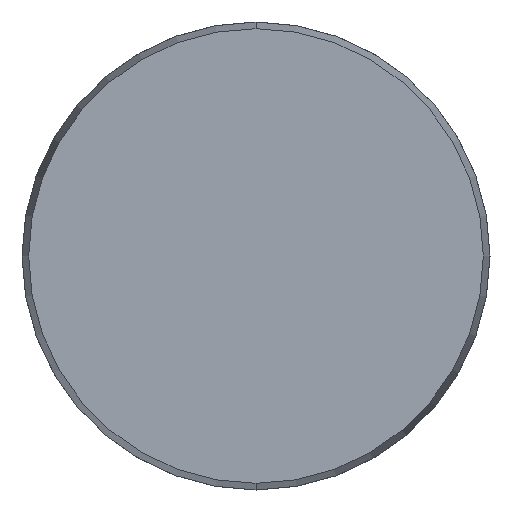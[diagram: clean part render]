
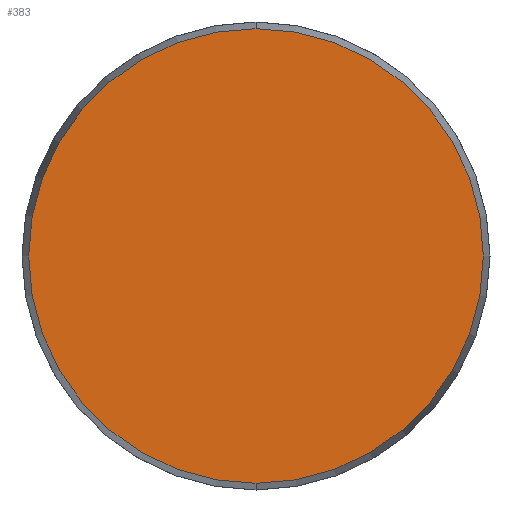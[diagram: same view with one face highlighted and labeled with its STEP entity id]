
A CAD part, front view. The second image highlights one B-rep face of the part: STEP entity #383.
In plain terms, the highlighted planar face has unit normal (0, -1, 0).
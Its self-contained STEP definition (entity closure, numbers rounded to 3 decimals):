
#9 = AXIS2_PLACEMENT_3D ( 'NONE', #843, #167, #941 ) ;
#40 = FACE_OUTER_BOUND ( 'NONE', #78, .T. ) ;
#78 = EDGE_LOOP ( 'NONE', ( #1130, #908 ) ) ;
#111 = DIRECTION ( 'NONE',  ( 0., -1., 0. ) ) ;
#167 = DIRECTION ( 'NONE',  ( 0., 1., 0. ) ) ;
#199 = DIRECTION ( 'NONE',  ( 0., 0., -1. ) ) ;
#254 = EDGE_CURVE ( 'NONE', #1002, #995, #351, .T. ) ;
#309 = CARTESIAN_POINT ( 'NONE',  ( 0., 0., 29.143 ) ) ;
#331 = DIRECTION ( 'NONE',  ( 0., 0., -1. ) ) ;
#338 = DIRECTION ( 'NONE',  ( 0., -1., 0. ) ) ;
#351 = CIRCLE ( 'NONE', #650, 29.143 ) ;
#383 = ADVANCED_FACE ( 'NONE', ( #40 ), #705, .F. ) ;
#384 = CARTESIAN_POINT ( 'NONE',  ( 0., 0., 0. ) ) ;
#455 = CIRCLE ( 'NONE', #873, 29.143 ) ;
#650 = AXIS2_PLACEMENT_3D ( 'NONE', #384, #111, #199 ) ;
#705 = PLANE ( 'NONE',  #9 ) ;
#843 = CARTESIAN_POINT ( 'NONE',  ( -29.143, 0., 0. ) ) ;
#857 = CARTESIAN_POINT ( 'NONE',  ( 0., 0., -29.143 ) ) ;
#859 = EDGE_CURVE ( 'NONE', #995, #1002, #455, .T. ) ;
#873 = AXIS2_PLACEMENT_3D ( 'NONE', #1134, #338, #331 ) ;
#908 = ORIENTED_EDGE ( 'NONE', *, *, #254, .T. ) ;
#941 = DIRECTION ( 'NONE',  ( 0., 0., 1. ) ) ;
#995 = VERTEX_POINT ( 'NONE', #309 ) ;
#1002 = VERTEX_POINT ( 'NONE', #857 ) ;
#1130 = ORIENTED_EDGE ( 'NONE', *, *, #859, .T. ) ;
#1134 = CARTESIAN_POINT ( 'NONE',  ( 0., 0., 0. ) ) ;
